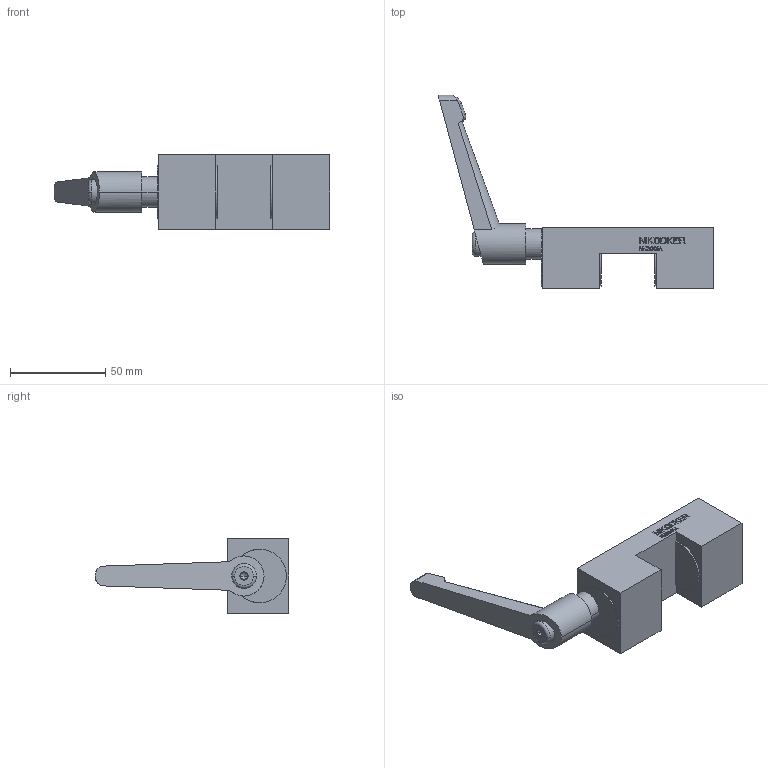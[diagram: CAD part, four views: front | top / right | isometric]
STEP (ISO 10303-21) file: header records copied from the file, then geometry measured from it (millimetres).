
FILE_DESCRIPTION((''),'2;1');
FILE_NAME('NK3001A','2023-07-12T09:47:28',('lx'),(''),'CREO PARAMETRIC BY PTC INC, 2018100','CREO PARAMETRIC BY PTC INC, 2018100','');
FILE_SCHEMA(('CONFIG_CONTROL_DESIGN'));
Length unit declared in the file: millimetre
Products named in the file (1): NK3001A
Bounding box: 144.5 x 101.5 x 39 mm (x, y, z)
Volume: 109764.8 mm3; surface area: 23736.6 mm2
Topology: 1 solids, 3 shells, 432 faces, 1184 edges, 786 vertices
Faces by surface type: plane 380, cylinder 38, cone 10, torus 3, bspline 1
Entity records: 13735 total; most frequent: CARTESIAN_POINT 2761, ORIENTED_EDGE 2362, DIRECTION 2057, EDGE_CURVE 1182, VECTOR 1067, LINE 1067, VERTEX_POINT 786, AXIS2_PLACEMENT_3D 495
